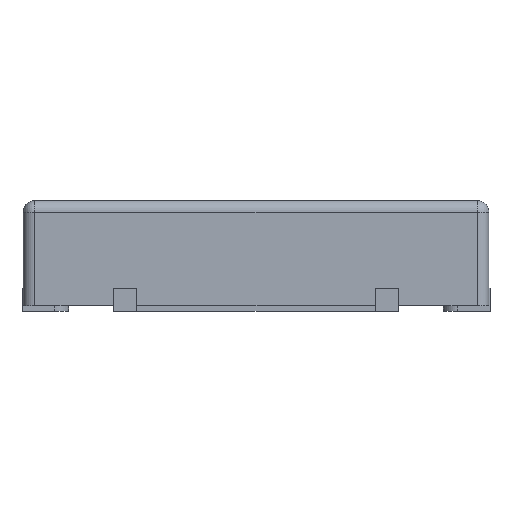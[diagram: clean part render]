
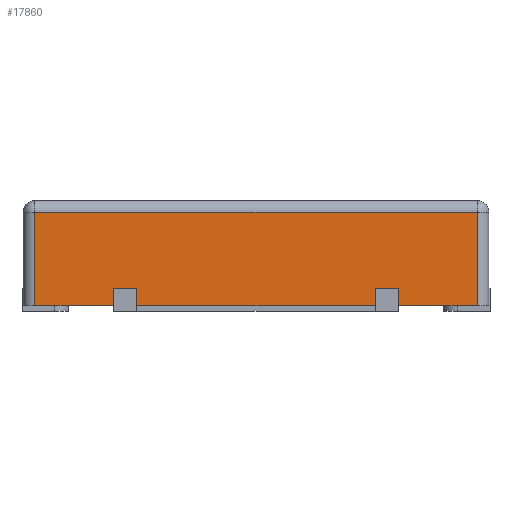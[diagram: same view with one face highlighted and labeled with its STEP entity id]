
A CAD part, left-side view. The second image highlights one B-rep face of the part: STEP entity #17860.
In plain terms, the highlighted planar face has unit normal (-1, 0, 0).
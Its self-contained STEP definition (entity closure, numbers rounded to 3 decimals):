
#229 = EDGE_CURVE ( 'NONE', #15057, #20180, #24015, .T. ) ;
#313 = CARTESIAN_POINT ( 'NONE',  ( -1.25, 1.9, 0.95 ) ) ;
#640 = VECTOR ( 'NONE', #21045, 1000. ) ;
#744 = CARTESIAN_POINT ( 'NONE',  ( -1.25, -1.9, 0.05 ) ) ;
#819 = LINE ( 'NONE', #23846, #8490 ) ;
#963 = LINE ( 'NONE', #10430, #30496 ) ;
#1025 = DIRECTION ( 'NONE',  ( 0., 0., 1. ) ) ;
#1266 = EDGE_CURVE ( 'NONE', #11923, #19094, #963, .T. ) ;
#1543 = VERTEX_POINT ( 'NONE', #17609 ) ;
#2273 = ORIENTED_EDGE ( 'NONE', *, *, #18230, .F. ) ;
#2300 = ORIENTED_EDGE ( 'NONE', *, *, #23006, .T. ) ;
#2404 = CARTESIAN_POINT ( 'NONE',  ( -1.25, -1.225, 0.2 ) ) ;
#3181 = LINE ( 'NONE', #12656, #7533 ) ;
#3631 = EDGE_LOOP ( 'NONE', ( #20906, #25704, #26875, #6704, #16873, #20234, #7410, #2300, #9559, #2273, #7082, #9442 ) ) ;
#3663 = LINE ( 'NONE', #13112, #12932 ) ;
#4107 = VECTOR ( 'NONE', #23594, 1000. ) ;
#4874 = EDGE_CURVE ( 'NONE', #15620, #28878, #3181, .T. ) ;
#4978 = VECTOR ( 'NONE', #21877, 1000. ) ;
#5223 = DIRECTION ( 'NONE',  ( 0., 1., 0. ) ) ;
#5258 = CARTESIAN_POINT ( 'NONE',  ( -1.25, 1.025, 0.2 ) ) ;
#5627 = EDGE_CURVE ( 'NONE', #15976, #29846, #3663, .T. ) ;
#5919 = FACE_OUTER_BOUND ( 'NONE', #3631, .T. ) ;
#6038 = VECTOR ( 'NONE', #11320, 1000. ) ;
#6039 = LINE ( 'NONE', #22233, #15653 ) ;
#6170 = DIRECTION ( 'NONE',  ( 0., -1., 0. ) ) ;
#6704 = ORIENTED_EDGE ( 'NONE', *, *, #19583, .T. ) ;
#6989 = LINE ( 'NONE', #313, #640 ) ;
#7082 = ORIENTED_EDGE ( 'NONE', *, *, #5627, .T. ) ;
#7410 = ORIENTED_EDGE ( 'NONE', *, *, #16542, .T. ) ;
#7533 = VECTOR ( 'NONE', #5223, 1000. ) ;
#7645 = CARTESIAN_POINT ( 'NONE',  ( -1.25, -1.9, 0.85 ) ) ;
#8169 = CARTESIAN_POINT ( 'NONE',  ( -1.25, 1.025, 0.95 ) ) ;
#8490 = VECTOR ( 'NONE', #17221, 1000. ) ;
#9442 = ORIENTED_EDGE ( 'NONE', *, *, #20294, .T. ) ;
#9559 = ORIENTED_EDGE ( 'NONE', *, *, #1266, .T. ) ;
#10123 = DIRECTION ( 'NONE',  ( 0., 0., -1. ) ) ;
#10430 = CARTESIAN_POINT ( 'NONE',  ( -1.25, -2., 0.2 ) ) ;
#10462 = CARTESIAN_POINT ( 'NONE',  ( -1.25, 1.225, 0.95 ) ) ;
#11063 = AXIS2_PLACEMENT_3D ( 'NONE', #15038, #26924, #10123 ) ;
#11320 = DIRECTION ( 'NONE',  ( 0., 0., 1. ) ) ;
#11743 = VERTEX_POINT ( 'NONE', #15759 ) ;
#11896 = LINE ( 'NONE', #10462, #4107 ) ;
#11923 = VERTEX_POINT ( 'NONE', #26235 ) ;
#12656 = CARTESIAN_POINT ( 'NONE',  ( -1.25, -2., 0.85 ) ) ;
#12932 = VECTOR ( 'NONE', #6170, 1000. ) ;
#13112 = CARTESIAN_POINT ( 'NONE',  ( -1.25, -2., 0.05 ) ) ;
#13432 = CARTESIAN_POINT ( 'NONE',  ( -1.25, 1.025, 0.05 ) ) ;
#14871 = EDGE_CURVE ( 'NONE', #28878, #21407, #6989, .T. ) ;
#15038 = CARTESIAN_POINT ( 'NONE',  ( -1.25, -2., 0.95 ) ) ;
#15057 = VERTEX_POINT ( 'NONE', #13432 ) ;
#15505 = EDGE_CURVE ( 'NONE', #23623, #20180, #30011, .T. ) ;
#15560 = CARTESIAN_POINT ( 'NONE',  ( -1.25, -1.225, 0.05 ) ) ;
#15620 = VERTEX_POINT ( 'NONE', #7645 ) ;
#15653 = VECTOR ( 'NONE', #29349, 1000. ) ;
#15759 = CARTESIAN_POINT ( 'NONE',  ( -1.25, 1.225, 0.05 ) ) ;
#15976 = VERTEX_POINT ( 'NONE', #15560 ) ;
#16298 = DIRECTION ( 'NONE',  ( 0., -1., 0. ) ) ;
#16542 = EDGE_CURVE ( 'NONE', #15057, #1543, #819, .T. ) ;
#16610 = LINE ( 'NONE', #23704, #19909 ) ;
#16873 = ORIENTED_EDGE ( 'NONE', *, *, #15505, .T. ) ;
#17221 = DIRECTION ( 'NONE',  ( 0., -1., 0. ) ) ;
#17609 = CARTESIAN_POINT ( 'NONE',  ( -1.25, -1.025, 0.05 ) ) ;
#17860 = ADVANCED_FACE ( 'NONE', ( #5919 ), #26762, .F. ) ;
#18005 = DIRECTION ( 'NONE',  ( 0., -1., 0. ) ) ;
#18226 = CARTESIAN_POINT ( 'NONE',  ( -1.25, -1.025, 0.95 ) ) ;
#18230 = EDGE_CURVE ( 'NONE', #15976, #19094, #22045, .T. ) ;
#19094 = VERTEX_POINT ( 'NONE', #2404 ) ;
#19341 = EDGE_CURVE ( 'NONE', #21407, #11743, #16610, .T. ) ;
#19441 = CARTESIAN_POINT ( 'NONE',  ( -1.25, -1.225, 0.95 ) ) ;
#19481 = CARTESIAN_POINT ( 'NONE',  ( -1.25, 1.9, 0.85 ) ) ;
#19583 = EDGE_CURVE ( 'NONE', #11743, #23623, #11896, .T. ) ;
#19592 = CARTESIAN_POINT ( 'NONE',  ( -1.25, 1.9, 0.05 ) ) ;
#19833 = DIRECTION ( 'NONE',  ( 0., -1., 0. ) ) ;
#19909 = VECTOR ( 'NONE', #16298, 1000. ) ;
#20180 = VERTEX_POINT ( 'NONE', #5258 ) ;
#20234 = ORIENTED_EDGE ( 'NONE', *, *, #229, .F. ) ;
#20294 = EDGE_CURVE ( 'NONE', #29846, #15620, #6039, .T. ) ;
#20571 = LINE ( 'NONE', #18226, #6038 ) ;
#20906 = ORIENTED_EDGE ( 'NONE', *, *, #4874, .T. ) ;
#21045 = DIRECTION ( 'NONE',  ( 0., 0., -1. ) ) ;
#21407 = VERTEX_POINT ( 'NONE', #19592 ) ;
#21877 = DIRECTION ( 'NONE',  ( 0., 0., 1. ) ) ;
#22045 = LINE ( 'NONE', #19441, #26816 ) ;
#22233 = CARTESIAN_POINT ( 'NONE',  ( -1.25, -1.9, 0.95 ) ) ;
#23006 = EDGE_CURVE ( 'NONE', #1543, #11923, #20571, .T. ) ;
#23362 = CARTESIAN_POINT ( 'NONE',  ( -1.25, 1.225, 0.2 ) ) ;
#23594 = DIRECTION ( 'NONE',  ( 0., 0., 1. ) ) ;
#23623 = VERTEX_POINT ( 'NONE', #23362 ) ;
#23704 = CARTESIAN_POINT ( 'NONE',  ( -1.25, -2., 0.05 ) ) ;
#23846 = CARTESIAN_POINT ( 'NONE',  ( -1.25, -2., 0.05 ) ) ;
#24015 = LINE ( 'NONE', #8169, #4978 ) ;
#24221 = VECTOR ( 'NONE', #18005, 1000. ) ;
#25704 = ORIENTED_EDGE ( 'NONE', *, *, #14871, .T. ) ;
#26235 = CARTESIAN_POINT ( 'NONE',  ( -1.25, -1.025, 0.2 ) ) ;
#26762 = PLANE ( 'NONE',  #11063 ) ;
#26816 = VECTOR ( 'NONE', #1025, 1000. ) ;
#26875 = ORIENTED_EDGE ( 'NONE', *, *, #19341, .T. ) ;
#26924 = DIRECTION ( 'NONE',  ( 1., 0., 0. ) ) ;
#27123 = CARTESIAN_POINT ( 'NONE',  ( -1.25, -2., 0.2 ) ) ;
#28878 = VERTEX_POINT ( 'NONE', #19481 ) ;
#29349 = DIRECTION ( 'NONE',  ( 0., 0., 1. ) ) ;
#29846 = VERTEX_POINT ( 'NONE', #744 ) ;
#30011 = LINE ( 'NONE', #27123, #24221 ) ;
#30496 = VECTOR ( 'NONE', #19833, 1000. ) ;
